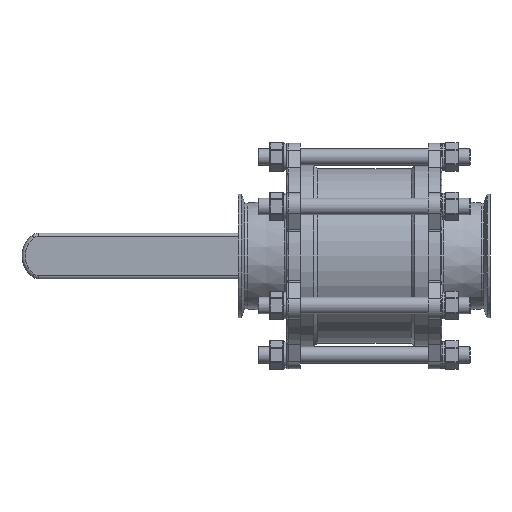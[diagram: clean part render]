
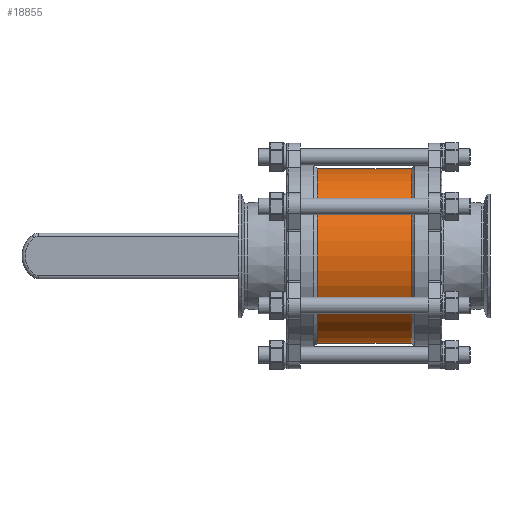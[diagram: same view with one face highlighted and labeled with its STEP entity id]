
A CAD part, front view. The second image highlights one B-rep face of the part: STEP entity #18855.
In plain terms, the highlighted cylindrical face has radius 83.741 mm (diameter 167.481 mm), a partial arc.
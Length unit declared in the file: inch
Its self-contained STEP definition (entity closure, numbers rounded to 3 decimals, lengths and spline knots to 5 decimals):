
#290=CIRCLE('',#19982,3.29688);
#291=CIRCLE('',#19983,3.29688);
#292=CIRCLE('',#19984,3.29688);
#293=CIRCLE('',#19985,3.29688);
#667=CYLINDRICAL_SURFACE('',#19981,3.29688);
#1486=FACE_OUTER_BOUND('',#2582,.T.);
#2582=EDGE_LOOP('',(#13498,#13499,#13500,#13501,#13502,#13503));
#3938=LINE('',#29091,#5658);
#3939=LINE('',#29097,#5659);
#5658=VECTOR('',#21871,0.3937);
#5659=VECTOR('',#21878,0.3937);
#7978=VERTEX_POINT('',#29047);
#7986=VERTEX_POINT('',#29069);
#7991=VERTEX_POINT('',#29085);
#7992=VERTEX_POINT('',#29093);
#7993=VERTEX_POINT('',#29095);
#7994=VERTEX_POINT('',#29098);
#9991=EDGE_CURVE('',#7986,#7991,#3938,.T.);
#9992=EDGE_CURVE('',#7992,#7991,#290,.T.);
#9993=EDGE_CURVE('',#7993,#7992,#291,.T.);
#9994=EDGE_CURVE('',#7993,#7978,#3939,.T.);
#9995=EDGE_CURVE('',#7978,#7994,#292,.T.);
#9996=EDGE_CURVE('',#7994,#7986,#293,.T.);
#13498=ORIENTED_EDGE('',*,*,#9991,.T.);
#13499=ORIENTED_EDGE('',*,*,#9992,.F.);
#13500=ORIENTED_EDGE('',*,*,#9993,.F.);
#13501=ORIENTED_EDGE('',*,*,#9994,.T.);
#13502=ORIENTED_EDGE('',*,*,#9995,.T.);
#13503=ORIENTED_EDGE('',*,*,#9996,.T.);
#18855=ADVANCED_FACE('',(#1486),#667,.T.);
#19981=AXIS2_PLACEMENT_3D('',#29092,#21872,#21873);
#19982=AXIS2_PLACEMENT_3D('',#29094,#21874,#21875);
#19983=AXIS2_PLACEMENT_3D('',#29096,#21876,#21877);
#19984=AXIS2_PLACEMENT_3D('',#29099,#21879,#21880);
#19985=AXIS2_PLACEMENT_3D('',#29100,#21881,#21882);
#21871=DIRECTION('',(1.,0.,0.));
#21872=DIRECTION('center_axis',(1.,0.,0.));
#21873=DIRECTION('ref_axis',(0.,-1.,0.));
#21874=DIRECTION('center_axis',(1.,0.,0.));
#21875=DIRECTION('ref_axis',(0.,1.,0.));
#21876=DIRECTION('center_axis',(1.,0.,0.));
#21877=DIRECTION('ref_axis',(0.,1.,0.));
#21878=DIRECTION('',(-1.,0.,0.));
#21879=DIRECTION('center_axis',(1.,0.,0.));
#21880=DIRECTION('ref_axis',(0.,1.,0.));
#21881=DIRECTION('center_axis',(1.,0.,0.));
#21882=DIRECTION('ref_axis',(0.,1.,0.));
#29047=CARTESIAN_POINT('',(-1.76563,1.07728,3.1159));
#29069=CARTESIAN_POINT('',(-1.76563,1.07728,-3.1159));
#29085=CARTESIAN_POINT('',(1.78125,1.07728,-3.1159));
#29091=CARTESIAN_POINT('',(0.00781,1.07728,-3.1159));
#29092=CARTESIAN_POINT('Origin',(0.00781,0.,0.));
#29093=CARTESIAN_POINT('',(1.78125,-3.29688,0.));
#29094=CARTESIAN_POINT('Origin',(1.78125,0.,0.));
#29095=CARTESIAN_POINT('',(1.78125,1.07728,3.1159));
#29096=CARTESIAN_POINT('Origin',(1.78125,0.,0.));
#29097=CARTESIAN_POINT('',(0.00781,1.07728,3.1159));
#29098=CARTESIAN_POINT('',(-1.76563,-3.29688,0.));
#29099=CARTESIAN_POINT('Origin',(-1.76563,0.,0.));
#29100=CARTESIAN_POINT('Origin',(-1.76563,0.,0.));
